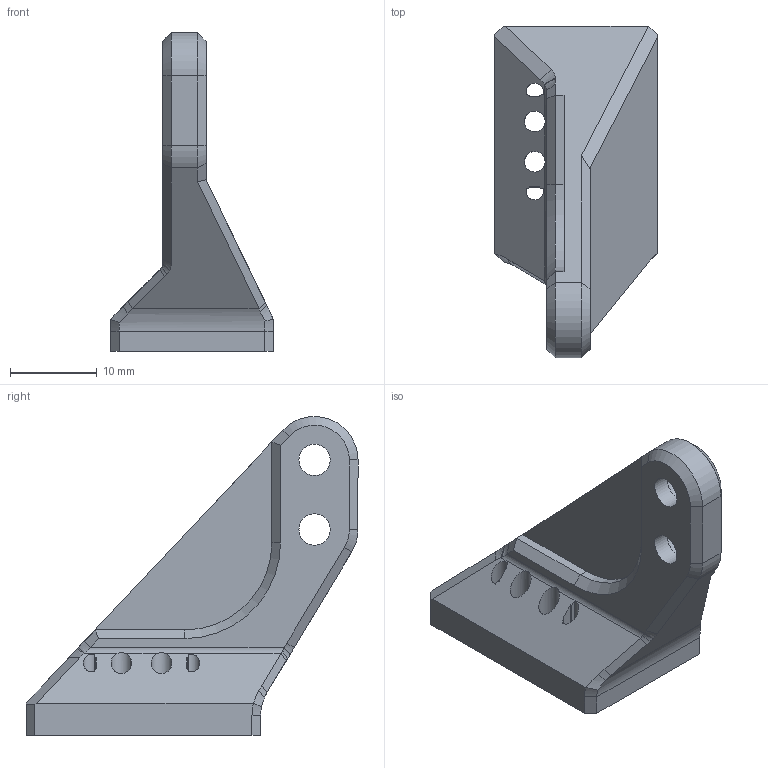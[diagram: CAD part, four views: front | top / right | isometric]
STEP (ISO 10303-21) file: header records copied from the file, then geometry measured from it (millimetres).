
FILE_DESCRIPTION(/* description */ (''),/* implementation_level */ '2;1');
FILE_NAME(/* name */ 'Eva probe bracket v16.step',/* time_stamp */ '2022-02-16T22:35:28+00:00',/* author */ (''),/* organization */ (''),/* preprocessor_version */ 'ST-DEVELOPER v18.1',/* originating_system */ 'Autodesk Translation Framework v10.13.0.1454',/* authorisation */ '');
FILE_SCHEMA (('AUTOMOTIVE_DESIGN { 1 0 10303 214 3 1 1 }'));
Length unit declared in the file: millimetre
Products named in the file (1): Eva probe bracket
Bounding box: 18.75 x 38.2 x 36.7 mm (x, y, z)
Volume: 5943.8 mm3; surface area: 3215.6 mm2
Topology: 1 solids, 1 shells, 111 faces, 296 edges, 186 vertices
Faces by surface type: plane 69, cylinder 18, cone 14, bspline 10
Full cylindrical faces by diameter (mm): 2.385 x2, 3.6 x2, 6.5 x2
Entity records: 3633 total; most frequent: CARTESIAN_POINT 892, ORIENTED_EDGE 592, DIRECTION 516, EDGE_CURVE 296, LINE 198, VECTOR 198, VERTEX_POINT 186, AXIS2_PLACEMENT_3D 159
